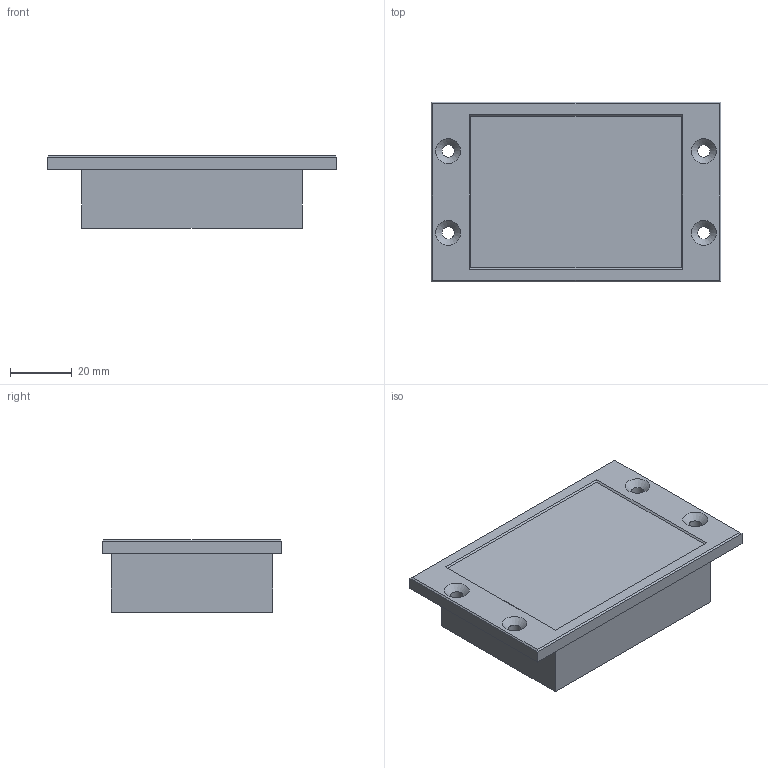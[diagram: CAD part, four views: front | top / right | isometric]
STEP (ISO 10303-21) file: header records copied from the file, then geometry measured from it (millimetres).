
FILE_DESCRIPTION(/* description */ (''),/* implementation_level */ '2;1');
FILE_NAME(/* name */ 'Din_Blende.step',/* time_stamp */ '2020-07-05T17:39:13+02:00',/* author */ (''),/* organization */ (''),/* preprocessor_version */ 'ST-DEVELOPER v18.1',/* originating_system */ 'Autodesk Translation Framework v9.3.0.1241',/* authorisation */ '');
FILE_SCHEMA (('AUTOMOTIVE_DESIGN { 1 0 10303 214 3 1 1 }'));
Length unit declared in the file: millimetre
Products named in the file (1): (Nicht gespeichert)
Bounding box: 93.5 x 58 x 23.3 mm (x, y, z)
Volume: 91719.7 mm3; surface area: 16881.6 mm2
Topology: 1 solids, 1 shells, 28 faces, 64 edges, 40 vertices
Faces by surface type: plane 20, cone 4, cylinder 4
Full cylindrical faces by diameter (mm): 4 x4
Entity records: 825 total; most frequent: DIRECTION 134, CARTESIAN_POINT 133, ORIENTED_EDGE 128, EDGE_CURVE 64, LINE 52, VECTOR 52, AXIS2_PLACEMENT_3D 41, VERTEX_POINT 40
